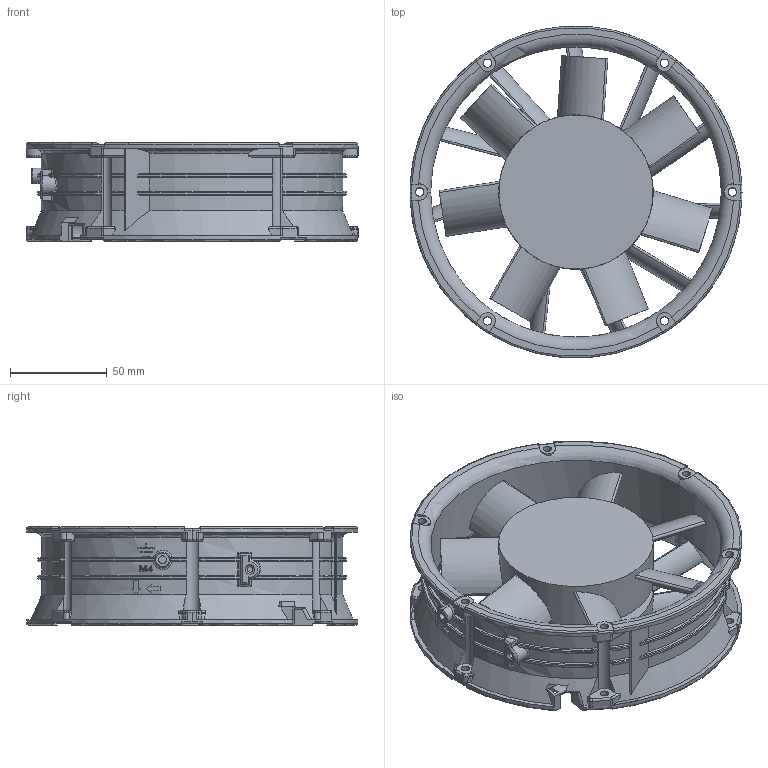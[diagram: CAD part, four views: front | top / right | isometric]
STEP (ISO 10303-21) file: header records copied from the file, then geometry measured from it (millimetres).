
FILE_DESCRIPTION((''),'2;1');
FILE_NAME('THB1748BG','2020-08-13T',('LIEN.CHEN'),(''),'CREO PARAMETRIC BY PTC INC, 2015080','CREO PARAMETRIC BY PTC INC, 2015080','');
FILE_SCHEMA(('CONFIG_CONTROL_DESIGN'));
Length unit declared in the file: millimetre
Products named in the file (1): THB1748BG
Bounding box: 172 x 171.55 x 50.8 mm (x, y, z)
Volume: 317412.3 mm3; surface area: 125247.5 mm2
Topology: 2 solids, 2 shells, 1153 faces, 3223 edges, 2017 vertices
Faces by surface type: plane 471, cylinder 376, torus 146, bspline 67, sphere 56, cone 31, extrusion 6
Entity records: 43110 total; most frequent: CARTESIAN_POINT 14665, ORIENTED_EDGE 6334, DIRECTION 5645, EDGE_CURVE 3167, AXIS2_PLACEMENT_3D 2270, VERTEX_POINT 2017, EDGE_LOOP 1202, CIRCLE 1190
